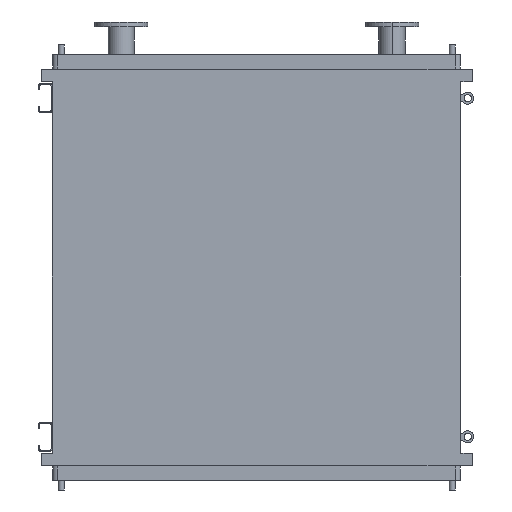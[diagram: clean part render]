
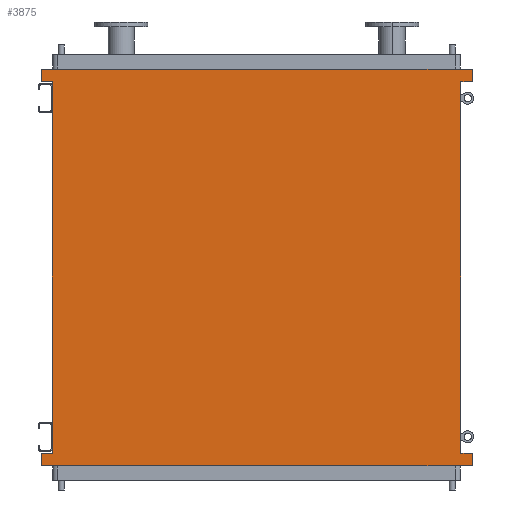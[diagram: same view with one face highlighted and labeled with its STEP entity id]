
A CAD part, front view. The second image highlights one B-rep face of the part: STEP entity #3875.
In plain terms, the highlighted planar face has unit normal (0, -1, 0).
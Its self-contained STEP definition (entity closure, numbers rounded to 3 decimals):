
#104 = LINE ( 'NONE', #5200, #2470 ) ;
#105 = ORIENTED_EDGE ( 'NONE', *, *, #7193, .T. ) ;
#119 = ORIENTED_EDGE ( 'NONE', *, *, #3409, .F. ) ;
#195 = LINE ( 'NONE', #4550, #1672 ) ;
#226 = DIRECTION ( 'NONE',  ( 0., 0., 1. ) ) ;
#238 = DIRECTION ( 'NONE',  ( -1., 0., 0. ) ) ;
#303 = LINE ( 'NONE', #4821, #394 ) ;
#341 = AXIS2_PLACEMENT_3D ( 'NONE', #5361, #4068, #348 ) ;
#348 = DIRECTION ( 'NONE',  ( 0., 0., -1. ) ) ;
#353 = LINE ( 'NONE', #4908, #2545 ) ;
#394 = VECTOR ( 'NONE', #7256, 1000. ) ;
#533 = ORIENTED_EDGE ( 'NONE', *, *, #5699, .F. ) ;
#570 = EDGE_CURVE ( 'NONE', #2222, #3743, #303, .T. ) ;
#1019 = CARTESIAN_POINT ( 'NONE',  ( 845., 0., -1493. ) ) ;
#1062 = FACE_OUTER_BOUND ( 'NONE', #7913, .T. ) ;
#1363 = CARTESIAN_POINT ( 'NONE',  ( 891., 0., -1545. ) ) ;
#1428 = CARTESIAN_POINT ( 'NONE',  ( 891., 0., -1493. ) ) ;
#1543 = VECTOR ( 'NONE', #7996, 1000. ) ;
#1551 = ORIENTED_EDGE ( 'NONE', *, *, #570, .F. ) ;
#1672 = VECTOR ( 'NONE', #4589, 1000. ) ;
#1689 = ORIENTED_EDGE ( 'NONE', *, *, #3388, .F. ) ;
#1727 = CARTESIAN_POINT ( 'NONE',  ( -891., 0., 95. ) ) ;
#1826 = VECTOR ( 'NONE', #3730, 1000. ) ;
#2072 = LINE ( 'NONE', #2699, #5669 ) ;
#2222 = VERTEX_POINT ( 'NONE', #1363 ) ;
#2290 = DIRECTION ( 'NONE',  ( 1., 0., 0. ) ) ;
#2402 = CARTESIAN_POINT ( 'NONE',  ( -891., 0., 95. ) ) ;
#2470 = VECTOR ( 'NONE', #226, 1000. ) ;
#2545 = VECTOR ( 'NONE', #5447, 1000. ) ;
#2574 = CARTESIAN_POINT ( 'NONE',  ( -845., 0., 43. ) ) ;
#2684 = LINE ( 'NONE', #4612, #5717 ) ;
#2699 = CARTESIAN_POINT ( 'NONE',  ( -845., 0., -1450. ) ) ;
#2810 = PLANE ( 'NONE',  #341 ) ;
#2833 = VERTEX_POINT ( 'NONE', #5060 ) ;
#2910 = CARTESIAN_POINT ( 'NONE',  ( 845., 0., -1450. ) ) ;
#3065 = CARTESIAN_POINT ( 'NONE',  ( -891., 0., 43. ) ) ;
#3231 = VERTEX_POINT ( 'NONE', #3706 ) ;
#3368 = LINE ( 'NONE', #3491, #7544 ) ;
#3388 = EDGE_CURVE ( 'NONE', #7720, #4325, #2072, .T. ) ;
#3409 = EDGE_CURVE ( 'NONE', #2833, #8011, #195, .T. ) ;
#3491 = CARTESIAN_POINT ( 'NONE',  ( -891., 0., 43. ) ) ;
#3608 = VERTEX_POINT ( 'NONE', #6001 ) ;
#3645 = LINE ( 'NONE', #3689, #1826 ) ;
#3689 = CARTESIAN_POINT ( 'NONE',  ( 891., 0., 43. ) ) ;
#3706 = CARTESIAN_POINT ( 'NONE',  ( 845., 0., -1493. ) ) ;
#3730 = DIRECTION ( 'NONE',  ( 0., 0., -1. ) ) ;
#3743 = VERTEX_POINT ( 'NONE', #4668 ) ;
#3764 = EDGE_CURVE ( 'NONE', #3743, #5012, #104, .T. ) ;
#3875 = ADVANCED_FACE ( 'NONE', ( #1062 ), #2810, .T. ) ;
#3893 = EDGE_CURVE ( 'NONE', #3231, #8043, #7878, .T. ) ;
#4068 = DIRECTION ( 'NONE',  ( 0., -1., 0. ) ) ;
#4209 = LINE ( 'NONE', #2910, #5481 ) ;
#4325 = VERTEX_POINT ( 'NONE', #2574 ) ;
#4449 = ORIENTED_EDGE ( 'NONE', *, *, #6569, .F. ) ;
#4550 = CARTESIAN_POINT ( 'NONE',  ( 845., 0., 43. ) ) ;
#4589 = DIRECTION ( 'NONE',  ( -1., 0., 0. ) ) ;
#4612 = CARTESIAN_POINT ( 'NONE',  ( -891., 0., -1493. ) ) ;
#4668 = CARTESIAN_POINT ( 'NONE',  ( -891., 0., -1545. ) ) ;
#4821 = CARTESIAN_POINT ( 'NONE',  ( 891., 0., -1545. ) ) ;
#4831 = EDGE_CURVE ( 'NONE', #7417, #7427, #8091, .T. ) ;
#4898 = VECTOR ( 'NONE', #7475, 1000. ) ;
#4908 = CARTESIAN_POINT ( 'NONE',  ( 891., 0., 95. ) ) ;
#5012 = VERTEX_POINT ( 'NONE', #7963 ) ;
#5046 = EDGE_CURVE ( 'NONE', #3608, #2833, #3645, .T. ) ;
#5060 = CARTESIAN_POINT ( 'NONE',  ( 891., 0., 43. ) ) ;
#5200 = CARTESIAN_POINT ( 'NONE',  ( -891., 0., -1545. ) ) ;
#5256 = DIRECTION ( 'NONE',  ( 0., 0., 1. ) ) ;
#5357 = ORIENTED_EDGE ( 'NONE', *, *, #7521, .F. ) ;
#5361 = CARTESIAN_POINT ( 'NONE',  ( -845., 0., -1450. ) ) ;
#5447 = DIRECTION ( 'NONE',  ( 1., 0., 0. ) ) ;
#5458 = DIRECTION ( 'NONE',  ( 0., 0., 1. ) ) ;
#5481 = VECTOR ( 'NONE', #5458, 1000. ) ;
#5669 = VECTOR ( 'NONE', #5256, 1000. ) ;
#5692 = DIRECTION ( 'NONE',  ( 0., 0., -1. ) ) ;
#5699 = EDGE_CURVE ( 'NONE', #4325, #7417, #3368, .T. ) ;
#5717 = VECTOR ( 'NONE', #2290, 1000. ) ;
#6001 = CARTESIAN_POINT ( 'NONE',  ( 891., 0., 95. ) ) ;
#6274 = CARTESIAN_POINT ( 'NONE',  ( 891., 0., -1493. ) ) ;
#6359 = CARTESIAN_POINT ( 'NONE',  ( -845., 0., -1493. ) ) ;
#6535 = CARTESIAN_POINT ( 'NONE',  ( 845., 0., 43. ) ) ;
#6569 = EDGE_CURVE ( 'NONE', #5012, #7720, #2684, .T. ) ;
#7193 = EDGE_CURVE ( 'NONE', #3231, #8011, #4209, .T. ) ;
#7256 = DIRECTION ( 'NONE',  ( -1., 0., 0. ) ) ;
#7417 = VERTEX_POINT ( 'NONE', #3065 ) ;
#7427 = VERTEX_POINT ( 'NONE', #1727 ) ;
#7475 = DIRECTION ( 'NONE',  ( 0., 0., 1. ) ) ;
#7517 = ORIENTED_EDGE ( 'NONE', *, *, #4831, .F. ) ;
#7521 = EDGE_CURVE ( 'NONE', #7427, #3608, #353, .T. ) ;
#7544 = VECTOR ( 'NONE', #238, 1000. ) ;
#7588 = ORIENTED_EDGE ( 'NONE', *, *, #7617, .F. ) ;
#7595 = VECTOR ( 'NONE', #5692, 1000. ) ;
#7617 = EDGE_CURVE ( 'NONE', #8043, #2222, #7675, .T. ) ;
#7675 = LINE ( 'NONE', #6274, #7595 ) ;
#7720 = VERTEX_POINT ( 'NONE', #6359 ) ;
#7878 = LINE ( 'NONE', #1019, #1543 ) ;
#7913 = EDGE_LOOP ( 'NONE', ( #105, #119, #7932, #5357, #7517, #533, #1689, #4449, #8135, #1551, #7588, #8139 ) ) ;
#7932 = ORIENTED_EDGE ( 'NONE', *, *, #5046, .F. ) ;
#7963 = CARTESIAN_POINT ( 'NONE',  ( -891., 0., -1493. ) ) ;
#7996 = DIRECTION ( 'NONE',  ( 1., 0., 0. ) ) ;
#8011 = VERTEX_POINT ( 'NONE', #6535 ) ;
#8043 = VERTEX_POINT ( 'NONE', #1428 ) ;
#8091 = LINE ( 'NONE', #2402, #4898 ) ;
#8135 = ORIENTED_EDGE ( 'NONE', *, *, #3764, .F. ) ;
#8139 = ORIENTED_EDGE ( 'NONE', *, *, #3893, .F. ) ;
